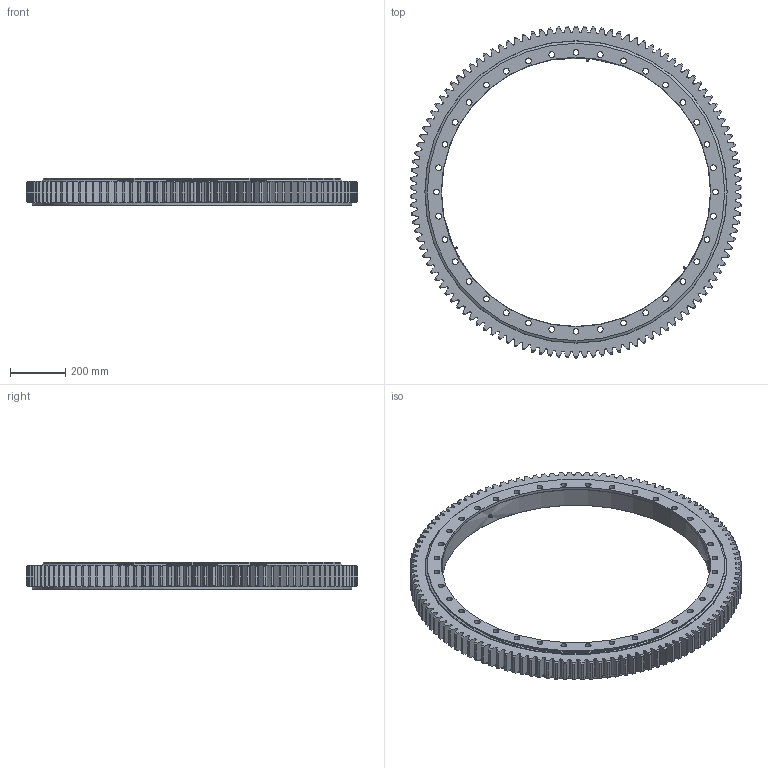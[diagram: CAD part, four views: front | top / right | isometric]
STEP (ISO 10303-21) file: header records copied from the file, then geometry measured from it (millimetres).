
FILE_DESCRIPTION (( 'STEP AP214' ), '1' );
FILE_NAME ('E.1204.25.15.D.3-RV.STEP', '2020-05-13T08:17:01', ( '' ), ( '' ), 'SwSTEP 2.0', 'SolidWorks 2016', '' );
FILE_SCHEMA (( 'AUTOMOTIVE_DESIGN' ));
Length unit declared in the file: millimetre
Products named in the file (7): E.1204.25.15.D.3-RV - OR; E.1204.25.15.D.3-RV - IR Seal; E.1204.25.15.D.3-RV; Grease nipple M10x1mm; E.1204.25.15.D.3-RV - OR Seal; Roller L25; E.1204.25.15.D.3-RV - IR
Assembly tree (87 placements, depth 2):
  E.1204.25.15.D.3-RV
    E.1204.25.15.D.3-RV - IR
    E.1204.25.15.D.3-RV - OR
    Roller L25  x80
    E.1204.25.15.D.3-RV - IR Seal
    E.1204.25.15.D.3-RV - OR Seal
    Grease nipple M10x1mm  x3
Bounding box: 1203.75 x 1203.99 x 98 mm (x, y, z)
Volume: 26507265.8 mm3; surface area: 3013804 mm2
Topology: 87 solids, 87 shells, 1472 faces, 3679 edges, 2396 vertices
Faces by surface type: plane 443, cone 327, cylinder 296, bspline 236, torus 170
Full cylindrical faces by diameter (mm): 3 x3, 3.5 x3, 9 x3, 10 x3, 17.5 x36, 21 x36, 25 x80, 975 x1, 977 x1, 1064.5 x2, 1078.5 x3, 1081.5 x3, 1083.5 x1, 1093.5 x2, 1158 x1
Entity records: 68067 total; most frequent: CARTESIAN_POINT 42757, ORIENTED_EDGE 5470, DIRECTION 4208, EDGE_CURVE 2735, VERTEX_POINT 1891, AXIS2_PLACEMENT_3D 1570, EDGE_LOOP 1278, FACE_OUTER_BOUND 1126
